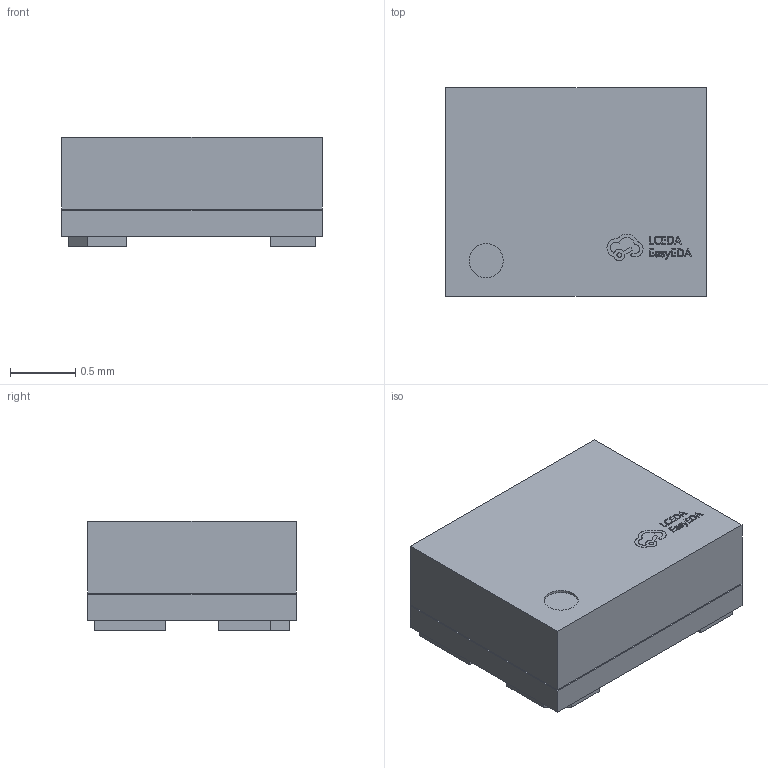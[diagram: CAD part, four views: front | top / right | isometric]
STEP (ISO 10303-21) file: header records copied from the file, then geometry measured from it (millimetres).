
FILE_DESCRIPTION (( 'STEP AP214' ), '1' );
FILE_NAME ('OSC-SMD_4P-L2.0-W1.6-BL-A.step', '2022-07-07T03:16:40', ( '' ), ( '' ), 'SwSTEP 2.0', 'SolidWorks 2020', '' );
FILE_SCHEMA (( 'AUTOMOTIVE_DESIGN' ));
Length unit declared in the file: millimetre
Products named in the file (1): OSC-SMD_4P-L2.0-W1.6-BL-A
Bounding box: 2 x 1.6 x 0.84 mm (x, y, z)
Volume: 2.5 mm3; surface area: 17.3 mm2
Topology: 1 solids, 1 shells, 333 faces, 894 edges, 596 vertices
Faces by surface type: plane 220, bspline 111, cylinder 2
Entity records: 13713 total; most frequent: CARTESIAN_POINT 3515, ORIENTED_EDGE 1788, DIRECTION 1077, EDGE_CURVE 894, VECTOR 623, LINE 623, VERTEX_POINT 596, EDGE_LOOP 372
